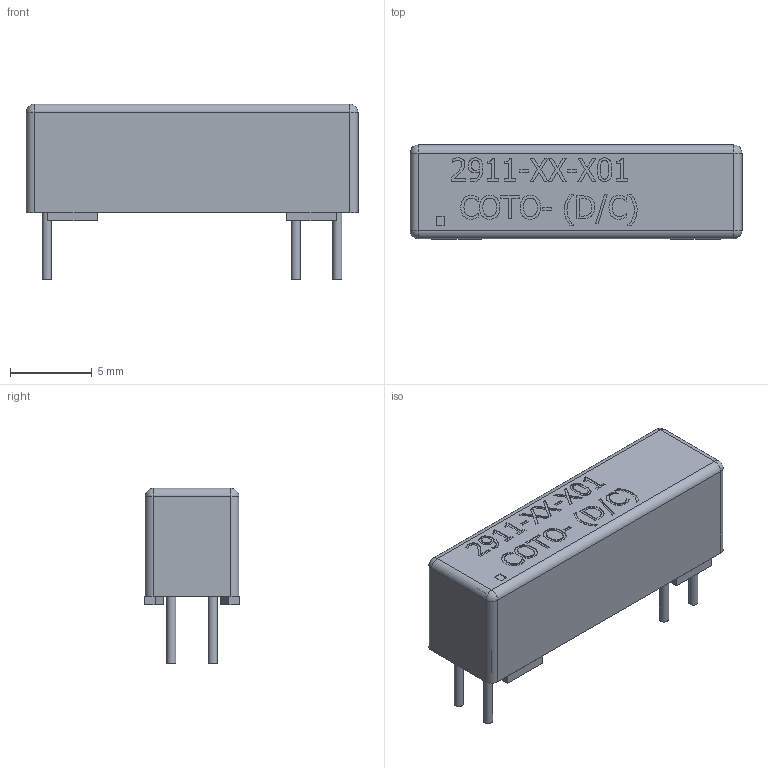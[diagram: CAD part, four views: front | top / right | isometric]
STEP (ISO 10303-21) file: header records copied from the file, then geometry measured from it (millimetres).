
FILE_DESCRIPTION(('PRELIMINARY'),'2;1');
FILE_NAME('2911-XX-X01 (A).stp','2013-06-10T11:33:52',('odafonseca'),(''),'Autodesk Inventor 2013','Autodesk Inventor 2013','');
FILE_SCHEMA(('AUTOMOTIVE_DESIGN { 1 0 10303 214 1 1 1 1 }'));
Length unit declared in the file: inch
Products named in the file (1): 2911-XX-X01 (A)
Bounding box: 20.32 x 5.79 x 10.74 mm (x, y, z)
Volume: 778.8 mm3; surface area: 1459.9 mm2
Topology: 2 solids, 2 shells, 365 faces, 960 edges, 624 vertices
Faces by surface type: plane 209, bspline 125, cylinder 23, sphere 8
Full cylindrical faces by diameter (mm): 0.559 x5
Entity records: 12088 total; most frequent: CARTESIAN_POINT 3562, ORIENTED_EDGE 1894, DIRECTION 1225, EDGE_CURVE 947, VECTOR 651, LINE 651, VERTEX_POINT 624, EDGE_LOOP 403
